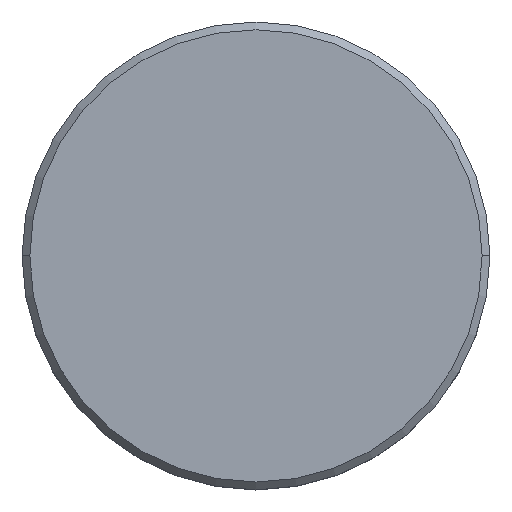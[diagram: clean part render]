
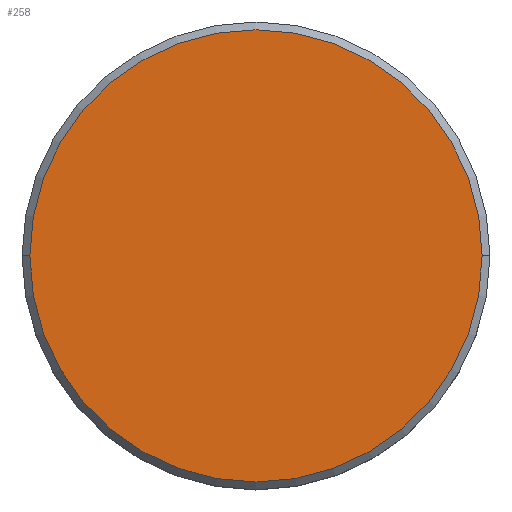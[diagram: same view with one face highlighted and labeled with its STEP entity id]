
A CAD part, top view. The second image highlights one B-rep face of the part: STEP entity #258.
In plain terms, the highlighted planar face has unit normal (0, 0, 1).
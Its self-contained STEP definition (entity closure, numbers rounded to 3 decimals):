
#2 = CIRCLE ( 'NONE', #362, 14.5 ) ;
#5 = CARTESIAN_POINT ( 'NONE',  ( -14.5, 0., 0. ) ) ;
#11 = AXIS2_PLACEMENT_3D ( 'NONE', #317, #364, #220 ) ;
#40 = CIRCLE ( 'NONE', #197, 14.5 ) ;
#66 = VERTEX_POINT ( 'NONE', #5 ) ;
#104 = CARTESIAN_POINT ( 'NONE',  ( 0., 0., 0. ) ) ;
#106 = EDGE_CURVE ( 'NONE', #66, #566, #40, .T. ) ;
#130 = CARTESIAN_POINT ( 'NONE',  ( 14.5, 0., 0. ) ) ;
#181 = ORIENTED_EDGE ( 'NONE', *, *, #106, .T. ) ;
#197 = AXIS2_PLACEMENT_3D ( 'NONE', #300, #260, #584 ) ;
#220 = DIRECTION ( 'NONE',  ( 1., 0., 0. ) ) ;
#258 = ADVANCED_FACE ( 'NONE', ( #270 ), #448, .T. ) ;
#260 = DIRECTION ( 'NONE',  ( 0., 0., 1. ) ) ;
#270 = FACE_OUTER_BOUND ( 'NONE', #562, .T. ) ;
#300 = CARTESIAN_POINT ( 'NONE',  ( 0., 0., 0. ) ) ;
#316 = DIRECTION ( 'NONE',  ( 0., 0., 1. ) ) ;
#317 = CARTESIAN_POINT ( 'NONE',  ( 0., 0., 0. ) ) ;
#322 = ORIENTED_EDGE ( 'NONE', *, *, #526, .T. ) ;
#362 = AXIS2_PLACEMENT_3D ( 'NONE', #104, #316, #492 ) ;
#364 = DIRECTION ( 'NONE',  ( 0., 0., 1. ) ) ;
#448 = PLANE ( 'NONE',  #11 ) ;
#492 = DIRECTION ( 'NONE',  ( 1., 0., 0. ) ) ;
#526 = EDGE_CURVE ( 'NONE', #566, #66, #2, .T. ) ;
#562 = EDGE_LOOP ( 'NONE', ( #181, #322 ) ) ;
#566 = VERTEX_POINT ( 'NONE', #130 ) ;
#584 = DIRECTION ( 'NONE',  ( 1., 0., 0. ) ) ;
